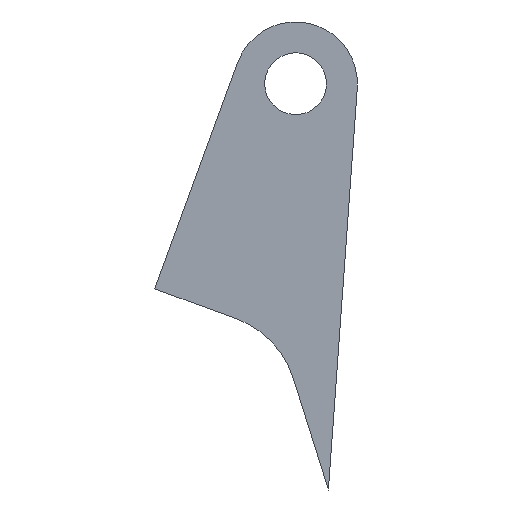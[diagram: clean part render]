
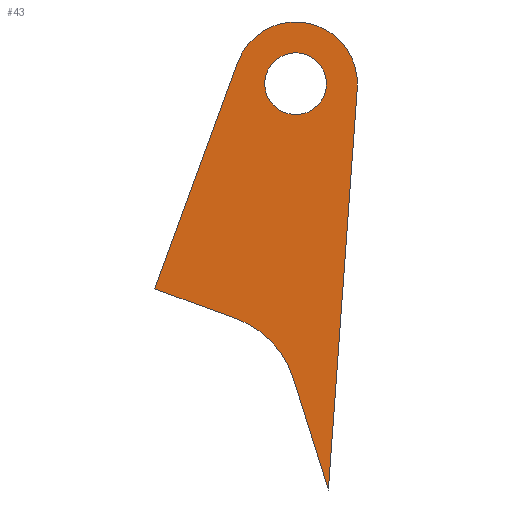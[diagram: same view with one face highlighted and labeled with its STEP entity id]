
A CAD part, front view. The second image highlights one B-rep face of the part: STEP entity #43.
In plain terms, the highlighted planar face has unit normal (0, -1, 0).
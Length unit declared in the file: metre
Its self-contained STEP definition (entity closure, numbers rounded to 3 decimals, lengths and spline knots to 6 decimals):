
#43 = ADVANCED_FACE( 'Face5', ( #83, #84 ), #85, .F. );
#83 = FACE_BOUND( '', #120, .T. );
#84 = FACE_OUTER_BOUND( '', #121, .T. );
#85 = PLANE( '', #122 );
#120 = EDGE_LOOP( '', ( #176 ) );
#121 = EDGE_LOOP( '', ( #177, #178, #179, #180, #181, #182 ) );
#122 = AXIS2_PLACEMENT_3D( '', #183, #184, #185 );
#176 = ORIENTED_EDGE( '', *, *, #233, .F. );
#177 = ORIENTED_EDGE( '', *, *, #220, .T. );
#178 = ORIENTED_EDGE( '', *, *, #223, .F. );
#179 = ORIENTED_EDGE( '', *, *, #215, .T. );
#180 = ORIENTED_EDGE( '', *, *, #227, .T. );
#181 = ORIENTED_EDGE( '', *, *, #234, .F. );
#182 = ORIENTED_EDGE( '', *, *, #231, .F. );
#183 = CARTESIAN_POINT( '', ( 4.470562, -0.1188, 0.977353 ) );
#184 = DIRECTION( '', ( 0., 1., 0. ) );
#185 = DIRECTION( '', ( -0.972, 0., -0.236 ) );
#215 = EDGE_CURVE( '', #242, #246, #248, .T. );
#220 = EDGE_CURVE( '', #251, #255, #257, .T. );
#223 = EDGE_CURVE( '', #242, #255, #260, .T. );
#227 = EDGE_CURVE( '', #246, #264, #266, .T. );
#231 = EDGE_CURVE( '', #251, #269, #272, .T. );
#233 = EDGE_CURVE( '', #274, #274, #275, .T. );
#234 = EDGE_CURVE( '', #269, #264, #276, .T. );
#242 = VERTEX_POINT( '', #285 );
#246 = VERTEX_POINT( '', #291 );
#248 = LINE( '', #294, #295 );
#251 = VERTEX_POINT( '', #298 );
#255 = VERTEX_POINT( '', #303 );
#257 = CIRCLE( '', #306, 0.1188 );
#260 = LINE( '', #310, #311 );
#264 = VERTEX_POINT( '', #315 );
#266 = CIRCLE( '', #318, 0.0792 );
#269 = VERTEX_POINT( '', #321 );
#272 = LINE( '', #326, #327 );
#274 = VERTEX_POINT( '', #329 );
#275 = CIRCLE( '', #330, 0.0396 );
#276 = LINE( '', #331, #332 );
#285 = CARTESIAN_POINT( '', ( 4.629235, -0.1188, 0.86942 ) );
#291 = CARTESIAN_POINT( '', ( 4.666214, -0.1188, 1.384627 ) );
#294 = CARTESIAN_POINT( '', ( 4.629235, -0.1188, 0.86942 ) );
#295 = VECTOR( '', #343, 1. );
#298 = CARTESIAN_POINT( '', ( 4.511395, -0.1188, 1.088915 ) );
#303 = CARTESIAN_POINT( '', ( 4.583846, -0.1188, 1.013132 ) );
#306 = AXIS2_PLACEMENT_3D( '', #349, #350, #351 );
#310 = CARTESIAN_POINT( '', ( 4.629235, -0.1188, 0.86942 ) );
#311 = VECTOR( '', #353, 1. );
#315 = CARTESIAN_POINT( '', ( 4.512842, -0.1188, 1.417519 ) );
#318 = AXIS2_PLACEMENT_3D( '', #358, #359, #360 );
#321 = CARTESIAN_POINT( '', ( 4.406607, -0.1188, 1.127269 ) );
#326 = CARTESIAN_POINT( '', ( 4.511395, -0.1188, 1.088915 ) );
#327 = VECTOR( '', #363, 1. );
#329 = CARTESIAN_POINT( '', ( 4.625697, -0.1188, 1.399647 ) );
#330 = AXIS2_PLACEMENT_3D( '', #364, #365, #366 );
#331 = CARTESIAN_POINT( '', ( 4.406607, -0.1188, 1.127269 ) );
#332 = VECTOR( '', #367, 1. );
#343 = DIRECTION( '', ( 0.072, 0., 0.997 ) );
#349 = CARTESIAN_POINT( '', ( 4.470562, -0.1188, 0.977353 ) );
#350 = DIRECTION( '', ( 0., 1., 0. ) );
#351 = DIRECTION( '', ( -0.972, 0., -0.236 ) );
#353 = DIRECTION( '', ( -0.301, 0., 0.954 ) );
#358 = CARTESIAN_POINT( '', ( 4.587217, -0.1188, 1.390297 ) );
#359 = DIRECTION( '', ( 0., -1., 0. ) );
#360 = DIRECTION( '', ( 0.972, 0., 0.236 ) );
#363 = DIRECTION( '', ( -0.939, 0., 0.344 ) );
#364 = CARTESIAN_POINT( '', ( 4.587217, -0.1188, 1.390297 ) );
#365 = DIRECTION( '', ( 0., -1., 0. ) );
#366 = DIRECTION( '', ( 0.972, 0., 0.236 ) );
#367 = DIRECTION( '', ( 0.344, 0., 0.939 ) );
